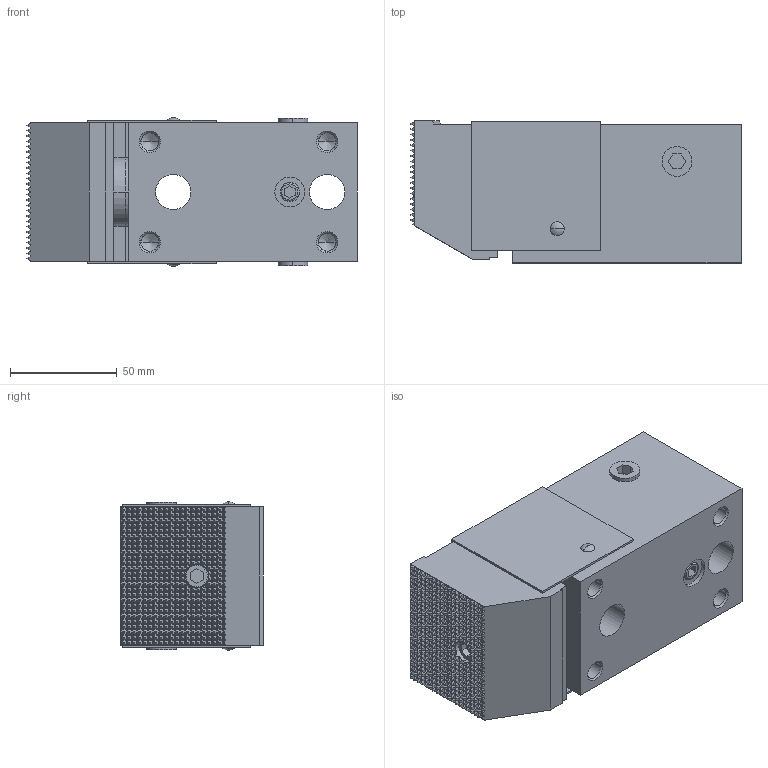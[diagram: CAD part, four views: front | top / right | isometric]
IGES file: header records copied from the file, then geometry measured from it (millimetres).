
Start section:  PTC IGES file: ilcm41531132.igs
Global section: file name: ilcm41531132.igs; native system: Creo Parametric by Parametric Technology Corporation; preprocessor: 2017170; author: Mjust; organization: Unknown; date: 20200915.081809; units: millimetre
Bounding box: 154.5 x 66.5 x 69.4 mm (x, y, z)
Surface area: 87252.8 mm2 (no closed solid volume)
Topology: 0 solids, 0 shells, 2642 faces, 19331 edges, 25709 vertices
Faces by surface type: bspline 2587, revolution 55
